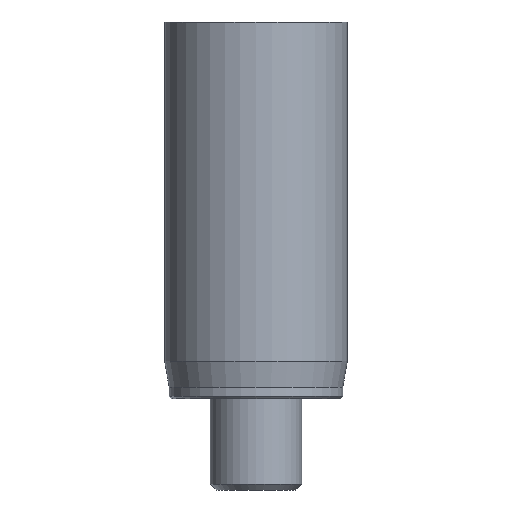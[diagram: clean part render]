
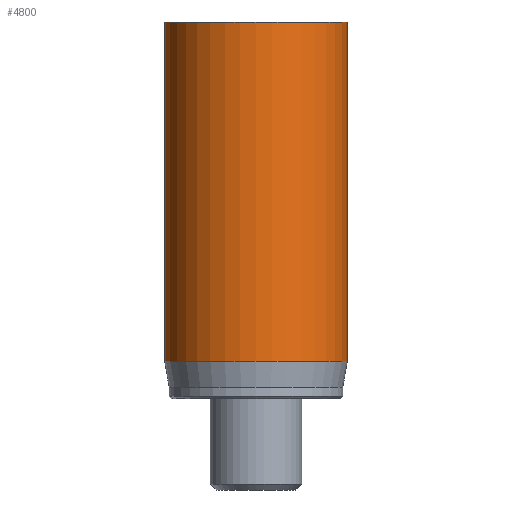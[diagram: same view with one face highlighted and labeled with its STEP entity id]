
A CAD part, front view. The second image highlights one B-rep face of the part: STEP entity #4800.
In plain terms, the highlighted cylindrical face has radius 8 mm (diameter 16 mm), a full revolution.
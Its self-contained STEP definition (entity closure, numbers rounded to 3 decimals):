
#40=CYLINDRICAL_SURFACE('',#4995,8.);
#58=CIRCLE('',#4962,8.);
#74=CIRCLE('',#4993,8.);
#75=CIRCLE('',#4994,8.);
#853=FACE_OUTER_BOUND('',#1139,.T.);
#1139=EDGE_LOOP('',(#4358,#4359,#4360,#4361,#4362));
#1480=LINE('',#9226,#1825);
#1825=VECTOR('',#5554,8.);
#2279=VERTEX_POINT('',#9165);
#2295=VERTEX_POINT('',#9220);
#2296=VERTEX_POINT('',#9221);
#2965=EDGE_CURVE('',#2279,#2279,#58,.T.);
#2989=EDGE_CURVE('',#2295,#2296,#74,.T.);
#2990=EDGE_CURVE('',#2296,#2295,#75,.T.);
#2992=EDGE_CURVE('',#2279,#2295,#1480,.T.);
#4358=ORIENTED_EDGE('',*,*,#2965,.T.);
#4359=ORIENTED_EDGE('',*,*,#2992,.T.);
#4360=ORIENTED_EDGE('',*,*,#2989,.T.);
#4361=ORIENTED_EDGE('',*,*,#2990,.T.);
#4362=ORIENTED_EDGE('',*,*,#2992,.F.);
#4800=ADVANCED_FACE('',(#853),#40,.T.);
#4962=AXIS2_PLACEMENT_3D('',#9166,#5477,#5478);
#4993=AXIS2_PLACEMENT_3D('',#9222,#5547,#5548);
#4994=AXIS2_PLACEMENT_3D('',#9223,#5549,#5550);
#4995=AXIS2_PLACEMENT_3D('',#9225,#5552,#5553);
#5477=DIRECTION('center_axis',(0.,0.,-1.));
#5478=DIRECTION('ref_axis',(-1.,0.,0.));
#5547=DIRECTION('center_axis',(0.,0.,1.));
#5548=DIRECTION('ref_axis',(-1.,0.,0.));
#5549=DIRECTION('center_axis',(0.,0.,1.));
#5550=DIRECTION('ref_axis',(-1.,0.,0.));
#5552=DIRECTION('center_axis',(0.,0.,1.));
#5553=DIRECTION('ref_axis',(-1.,0.,0.));
#5554=DIRECTION('',(0.,0.,-1.));
#9165=CARTESIAN_POINT('',(8.,0.,33.));
#9166=CARTESIAN_POINT('Origin',(0.,0.,33.));
#9220=CARTESIAN_POINT('',(8.,0.,3.269));
#9221=CARTESIAN_POINT('',(-8.,0.,3.269));
#9222=CARTESIAN_POINT('Origin',(0.,0.,3.269));
#9223=CARTESIAN_POINT('Origin',(0.,0.,3.269));
#9225=CARTESIAN_POINT('Origin',(0.,0.,0.));
#9226=CARTESIAN_POINT('',(8.,0.,0.));
